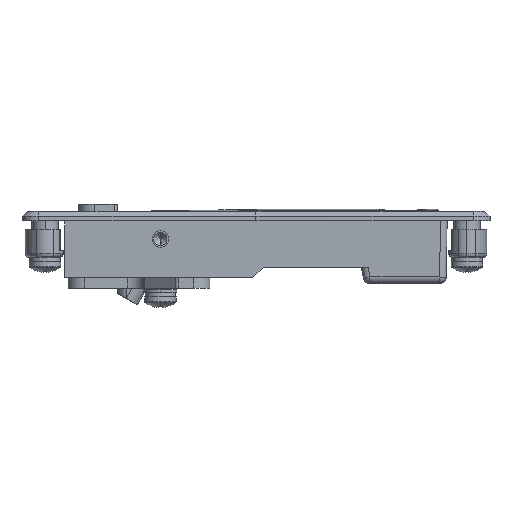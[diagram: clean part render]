
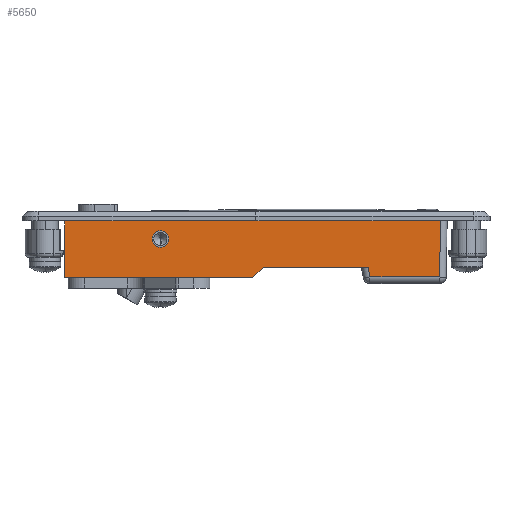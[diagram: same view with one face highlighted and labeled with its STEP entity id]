
A CAD part, left-side view. The second image highlights one B-rep face of the part: STEP entity #5650.
In plain terms, the highlighted planar face has unit normal (-1, 0, 0).
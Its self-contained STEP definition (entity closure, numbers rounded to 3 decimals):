
#28 = VERTEX_POINT ( 'NONE', #7078 ) ;
#73 = CARTESIAN_POINT ( 'NONE',  ( -13., 0., -8. ) ) ;
#280 = VERTEX_POINT ( 'NONE', #73 ) ;
#442 = ORIENTED_EDGE ( 'NONE', *, *, #13462, .T. ) ;
#532 = AXIS2_PLACEMENT_3D ( 'NONE', #895, #8329, #1954 ) ;
#641 = VECTOR ( 'NONE', #10692, 1000. ) ;
#674 = CARTESIAN_POINT ( 'NONE',  ( -13., -62.97, -13.653 ) ) ;
#682 = PLANE ( 'NONE',  #7228 ) ;
#895 = CARTESIAN_POINT ( 'NONE',  ( -13., 0., -5.5 ) ) ;
#1109 = CARTESIAN_POINT ( 'NONE',  ( -13., -63.031, -14. ) ) ;
#1191 = VECTOR ( 'NONE', #12469, 1000. ) ;
#1355 = VECTOR ( 'NONE', #2803, 1000. ) ;
#1357 = CIRCLE ( 'NONE', #8944, 2.5 ) ;
#1409 = LINE ( 'NONE', #12836, #1740 ) ;
#1493 = ORIENTED_EDGE ( 'NONE', *, *, #7341, .F. ) ;
#1525 = LINE ( 'NONE', #5036, #1191 ) ;
#1740 = VECTOR ( 'NONE', #5411, 1000. ) ;
#1954 = DIRECTION ( 'NONE',  ( 0., 0., -1. ) ) ;
#2388 = LINE ( 'NONE', #11109, #4860 ) ;
#2394 = CARTESIAN_POINT ( 'NONE',  ( -13., -28., -17.2 ) ) ;
#2454 = LINE ( 'NONE', #8640, #5258 ) ;
#2605 = VERTEX_POINT ( 'NONE', #10077 ) ;
#2803 = DIRECTION ( 'NONE',  ( 0., -0.174, -0.985 ) ) ;
#2811 = CARTESIAN_POINT ( 'NONE',  ( -13., -61., -14. ) ) ;
#3330 = DIRECTION ( 'NONE',  ( 0., -1., 0. ) ) ;
#3343 = ORIENTED_EDGE ( 'NONE', *, *, #8901, .F. ) ;
#3722 = DIRECTION ( 'NONE',  ( 0., 0., 1. ) ) ;
#4376 = ORIENTED_EDGE ( 'NONE', *, *, #8259, .F. ) ;
#4472 = EDGE_LOOP ( 'NONE', ( #9026, #6563 ) ) ;
#4664 = FACE_OUTER_BOUND ( 'NONE', #6544, .T. ) ;
#4670 = DIRECTION ( 'NONE',  ( 1., 0., 0. ) ) ;
#4714 = DIRECTION ( 'NONE',  ( 0., 1., 0. ) ) ;
#4860 = VECTOR ( 'NONE', #3722, 1000. ) ;
#4941 = DIRECTION ( 'NONE',  ( 1., 0., 0. ) ) ;
#5036 = CARTESIAN_POINT ( 'NONE',  ( -13., -61., -17. ) ) ;
#5258 = VECTOR ( 'NONE', #3330, 1000. ) ;
#5411 = DIRECTION ( 'NONE',  ( 0., -0.017, 1. ) ) ;
#5470 = EDGE_CURVE ( 'NONE', #280, #10973, #1357, .T. ) ;
#5650 = ADVANCED_FACE ( 'NONE', ( #10334, #4664 ), #682, .F. ) ;
#5692 = CARTESIAN_POINT ( 'NONE',  ( -13., 29., 0. ) ) ;
#5739 = EDGE_CURVE ( 'NONE', #28, #2605, #1525, .T. ) ;
#6451 = CARTESIAN_POINT ( 'NONE',  ( -13., -28., -17.2 ) ) ;
#6544 = EDGE_LOOP ( 'NONE', ( #1493, #442, #8172, #9095, #3343, #10799, #8193, #4376 ) ) ;
#6563 = ORIENTED_EDGE ( 'NONE', *, *, #12488, .T. ) ;
#7078 = CARTESIAN_POINT ( 'NONE',  ( -13., -63.56, -17. ) ) ;
#7169 = VERTEX_POINT ( 'NONE', #10764 ) ;
#7228 = AXIS2_PLACEMENT_3D ( 'NONE', #2811, #4941, #12374 ) ;
#7341 = EDGE_CURVE ( 'NONE', #11174, #7169, #11785, .T. ) ;
#7681 = VECTOR ( 'NONE', #13258, 1000. ) ;
#8172 = ORIENTED_EDGE ( 'NONE', *, *, #5739, .T. ) ;
#8193 = ORIENTED_EDGE ( 'NONE', *, *, #12793, .F. ) ;
#8259 = EDGE_CURVE ( 'NONE', #7169, #10141, #8793, .T. ) ;
#8329 = DIRECTION ( 'NONE',  ( 1., 0., 0. ) ) ;
#8535 = CIRCLE ( 'NONE', #532, 2.5 ) ;
#8640 = CARTESIAN_POINT ( 'NONE',  ( -13., -87., 0. ) ) ;
#8793 = LINE ( 'NONE', #6451, #641 ) ;
#8901 = EDGE_CURVE ( 'NONE', #9123, #8922, #2454, .T. ) ;
#8922 = VERTEX_POINT ( 'NONE', #12882 ) ;
#8944 = AXIS2_PLACEMENT_3D ( 'NONE', #11035, #4670, #12110 ) ;
#8980 = VECTOR ( 'NONE', #4714, 1000. ) ;
#9026 = ORIENTED_EDGE ( 'NONE', *, *, #5470, .T. ) ;
#9029 = CARTESIAN_POINT ( 'NONE',  ( -13., -28., -17.2 ) ) ;
#9060 = CARTESIAN_POINT ( 'NONE',  ( -13., 29., -17.2 ) ) ;
#9095 = ORIENTED_EDGE ( 'NONE', *, *, #11221, .T. ) ;
#9123 = VERTEX_POINT ( 'NONE', #5692 ) ;
#10077 = CARTESIAN_POINT ( 'NONE',  ( -13., -84.703, -17. ) ) ;
#10141 = VERTEX_POINT ( 'NONE', #2394 ) ;
#10174 = LINE ( 'NONE', #674, #1355 ) ;
#10334 = FACE_BOUND ( 'NONE', #4472, .T. ) ;
#10513 = LINE ( 'NONE', #9029, #7681 ) ;
#10692 = DIRECTION ( 'NONE',  ( 0., 0.707, -0.707 ) ) ;
#10764 = CARTESIAN_POINT ( 'NONE',  ( -13., -31.2, -14. ) ) ;
#10799 = ORIENTED_EDGE ( 'NONE', *, *, #12255, .F. ) ;
#10973 = VERTEX_POINT ( 'NONE', #12480 ) ;
#11035 = CARTESIAN_POINT ( 'NONE',  ( -13., 0., -5.5 ) ) ;
#11109 = CARTESIAN_POINT ( 'NONE',  ( -13., 29., 0. ) ) ;
#11174 = VERTEX_POINT ( 'NONE', #1109 ) ;
#11221 = EDGE_CURVE ( 'NONE', #2605, #8922, #1409, .T. ) ;
#11536 = VERTEX_POINT ( 'NONE', #9060 ) ;
#11785 = LINE ( 'NONE', #12145, #8980 ) ;
#12110 = DIRECTION ( 'NONE',  ( 0., 0., -1. ) ) ;
#12145 = CARTESIAN_POINT ( 'NONE',  ( -13., -61., -14. ) ) ;
#12255 = EDGE_CURVE ( 'NONE', #11536, #9123, #2388, .T. ) ;
#12374 = DIRECTION ( 'NONE',  ( 0., 0., -1. ) ) ;
#12469 = DIRECTION ( 'NONE',  ( 0., -1., 0. ) ) ;
#12480 = CARTESIAN_POINT ( 'NONE',  ( -13., 0., -3. ) ) ;
#12488 = EDGE_CURVE ( 'NONE', #10973, #280, #8535, .T. ) ;
#12793 = EDGE_CURVE ( 'NONE', #10141, #11536, #10513, .T. ) ;
#12836 = CARTESIAN_POINT ( 'NONE',  ( -13., -84.748, -14.415 ) ) ;
#12882 = CARTESIAN_POINT ( 'NONE',  ( -13., -85., 0. ) ) ;
#13258 = DIRECTION ( 'NONE',  ( 0., 1., 0. ) ) ;
#13462 = EDGE_CURVE ( 'NONE', #11174, #28, #10174, .T. ) ;
